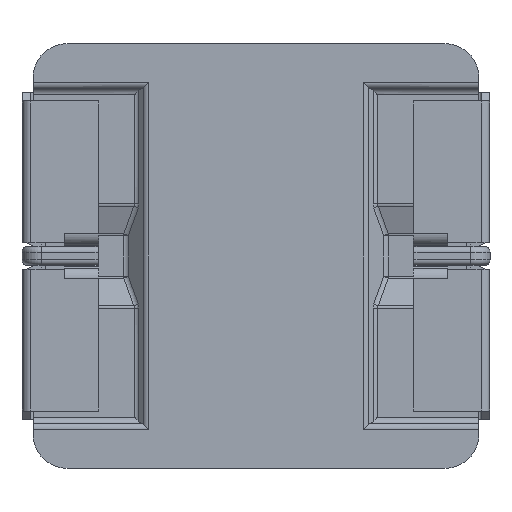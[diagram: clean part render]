
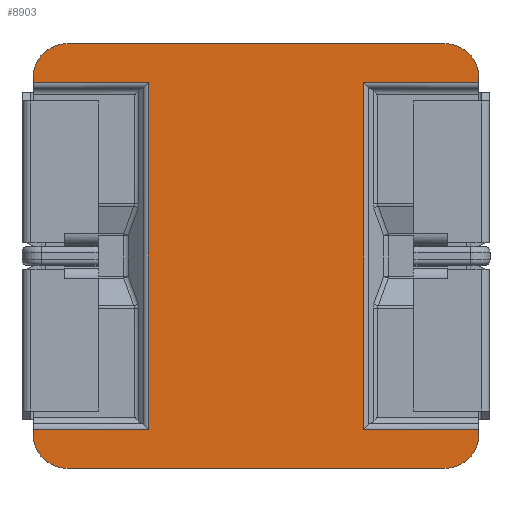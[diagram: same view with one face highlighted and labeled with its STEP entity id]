
A CAD part, front view. The second image highlights one B-rep face of the part: STEP entity #8903.
In plain terms, the highlighted planar face has unit normal (0, -1, 0).
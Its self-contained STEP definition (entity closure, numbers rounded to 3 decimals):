
#33 = CARTESIAN_POINT ( 'NONE',  ( 5.25, -1.84, 4.2 ) ) ;
#126 = CARTESIAN_POINT ( 'NONE',  ( 4.45, -1.84, 5. ) ) ;
#226 = CARTESIAN_POINT ( 'NONE',  ( 4.45, -1.84, -4.2 ) ) ;
#299 = CIRCLE ( 'NONE', #10775, 0.8 ) ;
#329 = LINE ( 'NONE', #10810, #7099 ) ;
#405 = CARTESIAN_POINT ( 'NONE',  ( -5.25, -1.84, 4.2 ) ) ;
#493 = VERTEX_POINT ( 'NONE', #9877 ) ;
#601 = CARTESIAN_POINT ( 'NONE',  ( 5.25, -1.84, -4.077 ) ) ;
#676 = VECTOR ( 'NONE', #9684, 1000. ) ;
#724 = CARTESIAN_POINT ( 'NONE',  ( 2.538, -1.84, 4.077 ) ) ;
#856 = DIRECTION ( 'NONE',  ( 0., 1., 0. ) ) ;
#864 = DIRECTION ( 'NONE',  ( 1., 0., 0. ) ) ;
#1307 = DIRECTION ( 'NONE',  ( 0., 0., -1. ) ) ;
#1393 = EDGE_CURVE ( 'NONE', #1425, #3484, #12103, .T. ) ;
#1425 = VERTEX_POINT ( 'NONE', #724 ) ;
#1518 = DIRECTION ( 'NONE',  ( -1., 0., 0. ) ) ;
#1546 = DIRECTION ( 'NONE',  ( 0., 1., 0. ) ) ;
#1588 = CARTESIAN_POINT ( 'NONE',  ( -5.25, -1.84, -4.077 ) ) ;
#1608 = CARTESIAN_POINT ( 'NONE',  ( -4.45, -1.84, 5. ) ) ;
#1758 = CARTESIAN_POINT ( 'NONE',  ( -5.25, -1.84, -4.077 ) ) ;
#1771 = DIRECTION ( 'NONE',  ( 1., 0., 0. ) ) ;
#1964 = CARTESIAN_POINT ( 'NONE',  ( 5.25, -1.84, 4.077 ) ) ;
#2059 = DIRECTION ( 'NONE',  ( 0., 0., -1. ) ) ;
#2090 = DIRECTION ( 'NONE',  ( 0., 0., 1. ) ) ;
#2226 = VERTEX_POINT ( 'NONE', #9239 ) ;
#2247 = ORIENTED_EDGE ( 'NONE', *, *, #8010, .F. ) ;
#2249 = PLANE ( 'NONE',  #9289 ) ;
#2490 = LINE ( 'NONE', #1588, #5087 ) ;
#2678 = CARTESIAN_POINT ( 'NONE',  ( 2.538, -1.84, -4.077 ) ) ;
#2989 = CARTESIAN_POINT ( 'NONE',  ( -2.538, -1.84, -4.077 ) ) ;
#3004 = LINE ( 'NONE', #6848, #676 ) ;
#3308 = EDGE_CURVE ( 'NONE', #11875, #7575, #9247, .T. ) ;
#3484 = VERTEX_POINT ( 'NONE', #1964 ) ;
#3543 = EDGE_LOOP ( 'NONE', ( #5124, #7126, #6881, #11457, #6063, #9318, #12597, #9970, #12600, #8645, #12503, #11361, #6035, #6382, #2247, #7418 ) ) ;
#3591 = CARTESIAN_POINT ( 'NONE',  ( 4.45, -1.84, 4.077 ) ) ;
#3689 = DIRECTION ( 'NONE',  ( -1., 0., 0. ) ) ;
#3734 = LINE ( 'NONE', #9704, #5230 ) ;
#3828 = VECTOR ( 'NONE', #2090, 1000. ) ;
#4020 = DIRECTION ( 'NONE',  ( 0., 0., -1. ) ) ;
#4069 = VERTEX_POINT ( 'NONE', #5705 ) ;
#4199 = DIRECTION ( 'NONE',  ( 0., 1., 0. ) ) ;
#4227 = CIRCLE ( 'NONE', #7115, 0.8 ) ;
#4307 = EDGE_CURVE ( 'NONE', #5588, #9305, #4329, .T. ) ;
#4329 = LINE ( 'NONE', #6006, #8796 ) ;
#4599 = CIRCLE ( 'NONE', #5826, 0.8 ) ;
#4651 = LINE ( 'NONE', #11258, #9263 ) ;
#4668 = VERTEX_POINT ( 'NONE', #12602 ) ;
#4706 = VERTEX_POINT ( 'NONE', #1758 ) ;
#4788 = CARTESIAN_POINT ( 'NONE',  ( -5.25, -1.84, 4.2 ) ) ;
#4991 = LINE ( 'NONE', #33, #8847 ) ;
#5013 = CARTESIAN_POINT ( 'NONE',  ( 4.45, -1.84, -5. ) ) ;
#5087 = VECTOR ( 'NONE', #1518, 1000. ) ;
#5124 = ORIENTED_EDGE ( 'NONE', *, *, #8388, .T. ) ;
#5230 = VECTOR ( 'NONE', #864, 1000. ) ;
#5411 = VECTOR ( 'NONE', #3689, 1000. ) ;
#5532 = EDGE_CURVE ( 'NONE', #2226, #12613, #299, .T. ) ;
#5539 = LINE ( 'NONE', #5602, #12018 ) ;
#5579 = CARTESIAN_POINT ( 'NONE',  ( 4.45, -1.84, 4.2 ) ) ;
#5588 = VERTEX_POINT ( 'NONE', #601 ) ;
#5602 = CARTESIAN_POINT ( 'NONE',  ( -2.6, -1.84, 4.077 ) ) ;
#5705 = CARTESIAN_POINT ( 'NONE',  ( -5.25, -1.84, -4.2 ) ) ;
#5826 = AXIS2_PLACEMENT_3D ( 'NONE', #5579, #8449, #11430 ) ;
#5854 = EDGE_CURVE ( 'NONE', #4069, #4706, #329, .T. ) ;
#5941 = CARTESIAN_POINT ( 'NONE',  ( -5.25, -1.84, 4.077 ) ) ;
#6006 = CARTESIAN_POINT ( 'NONE',  ( 4.45, -1.84, -4.077 ) ) ;
#6035 = ORIENTED_EDGE ( 'NONE', *, *, #7116, .F. ) ;
#6063 = ORIENTED_EDGE ( 'NONE', *, *, #7563, .F. ) ;
#6244 = DIRECTION ( 'NONE',  ( -1., 0., 0. ) ) ;
#6382 = ORIENTED_EDGE ( 'NONE', *, *, #5532, .F. ) ;
#6848 = CARTESIAN_POINT ( 'NONE',  ( 5.25, -1.84, 4.2 ) ) ;
#6881 = ORIENTED_EDGE ( 'NONE', *, *, #11352, .F. ) ;
#6925 = VERTEX_POINT ( 'NONE', #2989 ) ;
#7099 = VECTOR ( 'NONE', #9159, 1000. ) ;
#7115 = AXIS2_PLACEMENT_3D ( 'NONE', #7704, #856, #8722 ) ;
#7116 = EDGE_CURVE ( 'NONE', #12613, #7983, #12510, .T. ) ;
#7126 = ORIENTED_EDGE ( 'NONE', *, *, #1393, .T. ) ;
#7150 = VERTEX_POINT ( 'NONE', #1608 ) ;
#7418 = ORIENTED_EDGE ( 'NONE', *, *, #4307, .T. ) ;
#7563 = EDGE_CURVE ( 'NONE', #7150, #11242, #3734, .T. ) ;
#7575 = VERTEX_POINT ( 'NONE', #4788 ) ;
#7704 = CARTESIAN_POINT ( 'NONE',  ( -4.45, -1.84, 4.2 ) ) ;
#7983 = VERTEX_POINT ( 'NONE', #9615 ) ;
#8010 = EDGE_CURVE ( 'NONE', #5588, #2226, #4991, .T. ) ;
#8388 = EDGE_CURVE ( 'NONE', #9305, #1425, #4651, .T. ) ;
#8449 = DIRECTION ( 'NONE',  ( 0., 1., 0. ) ) ;
#8505 = AXIS2_PLACEMENT_3D ( 'NONE', #11244, #10127, #1307 ) ;
#8521 = CIRCLE ( 'NONE', #8505, 0.8 ) ;
#8596 = EDGE_CURVE ( 'NONE', #11242, #493, #4599, .T. ) ;
#8645 = ORIENTED_EDGE ( 'NONE', *, *, #12027, .T. ) ;
#8722 = DIRECTION ( 'NONE',  ( 0., 0., 1. ) ) ;
#8796 = VECTOR ( 'NONE', #6244, 1000. ) ;
#8847 = VECTOR ( 'NONE', #4020, 1000. ) ;
#8903 = ADVANCED_FACE ( 'NONE', ( #12013 ), #2249, .F. ) ;
#9159 = DIRECTION ( 'NONE',  ( 0., 0., 1. ) ) ;
#9197 = VECTOR ( 'NONE', #2059, 1000. ) ;
#9239 = CARTESIAN_POINT ( 'NONE',  ( 5.25, -1.84, -4.2 ) ) ;
#9247 = LINE ( 'NONE', #405, #3828 ) ;
#9263 = VECTOR ( 'NONE', #10328, 1000. ) ;
#9289 = AXIS2_PLACEMENT_3D ( 'NONE', #12263, #1546, #9335 ) ;
#9305 = VERTEX_POINT ( 'NONE', #2678 ) ;
#9318 = ORIENTED_EDGE ( 'NONE', *, *, #12307, .F. ) ;
#9335 = DIRECTION ( 'NONE',  ( 0., 0., 1. ) ) ;
#9596 = CARTESIAN_POINT ( 'NONE',  ( 4.45, -1.84, -5. ) ) ;
#9615 = CARTESIAN_POINT ( 'NONE',  ( -4.45, -1.84, -5. ) ) ;
#9684 = DIRECTION ( 'NONE',  ( 0., 0., -1. ) ) ;
#9704 = CARTESIAN_POINT ( 'NONE',  ( 4.45, -1.84, 5. ) ) ;
#9877 = CARTESIAN_POINT ( 'NONE',  ( 5.25, -1.84, 4.2 ) ) ;
#9970 = ORIENTED_EDGE ( 'NONE', *, *, #10135, .T. ) ;
#10127 = DIRECTION ( 'NONE',  ( 0., 1., 0. ) ) ;
#10135 = EDGE_CURVE ( 'NONE', #11875, #4668, #5539, .T. ) ;
#10319 = DIRECTION ( 'NONE',  ( 1., 0., 0. ) ) ;
#10328 = DIRECTION ( 'NONE',  ( 0., 0., 1. ) ) ;
#10528 = EDGE_CURVE ( 'NONE', #4668, #6925, #11831, .T. ) ;
#10775 = AXIS2_PLACEMENT_3D ( 'NONE', #226, #4199, #11141 ) ;
#10810 = CARTESIAN_POINT ( 'NONE',  ( -5.25, -1.84, 4.2 ) ) ;
#10993 = VECTOR ( 'NONE', #10319, 1000. ) ;
#11141 = DIRECTION ( 'NONE',  ( 0., 0., 1. ) ) ;
#11242 = VERTEX_POINT ( 'NONE', #126 ) ;
#11244 = CARTESIAN_POINT ( 'NONE',  ( -4.45, -1.84, -4.2 ) ) ;
#11258 = CARTESIAN_POINT ( 'NONE',  ( 2.538, -1.84, 3.971 ) ) ;
#11352 = EDGE_CURVE ( 'NONE', #493, #3484, #3004, .T. ) ;
#11361 = ORIENTED_EDGE ( 'NONE', *, *, #12469, .F. ) ;
#11430 = DIRECTION ( 'NONE',  ( 0., 0., 1. ) ) ;
#11457 = ORIENTED_EDGE ( 'NONE', *, *, #8596, .F. ) ;
#11831 = LINE ( 'NONE', #12531, #9197 ) ;
#11875 = VERTEX_POINT ( 'NONE', #5941 ) ;
#12013 = FACE_OUTER_BOUND ( 'NONE', #3543, .T. ) ;
#12018 = VECTOR ( 'NONE', #1771, 1000. ) ;
#12027 = EDGE_CURVE ( 'NONE', #6925, #4706, #2490, .T. ) ;
#12103 = LINE ( 'NONE', #3591, #10993 ) ;
#12263 = CARTESIAN_POINT ( 'NONE',  ( 4.45, -1.84, 4.2 ) ) ;
#12307 = EDGE_CURVE ( 'NONE', #7575, #7150, #4227, .T. ) ;
#12469 = EDGE_CURVE ( 'NONE', #7983, #4069, #8521, .T. ) ;
#12503 = ORIENTED_EDGE ( 'NONE', *, *, #5854, .F. ) ;
#12510 = LINE ( 'NONE', #9596, #5411 ) ;
#12531 = CARTESIAN_POINT ( 'NONE',  ( -2.538, -1.84, -3.971 ) ) ;
#12597 = ORIENTED_EDGE ( 'NONE', *, *, #3308, .F. ) ;
#12600 = ORIENTED_EDGE ( 'NONE', *, *, #10528, .T. ) ;
#12602 = CARTESIAN_POINT ( 'NONE',  ( -2.538, -1.84, 4.077 ) ) ;
#12613 = VERTEX_POINT ( 'NONE', #5013 ) ;
